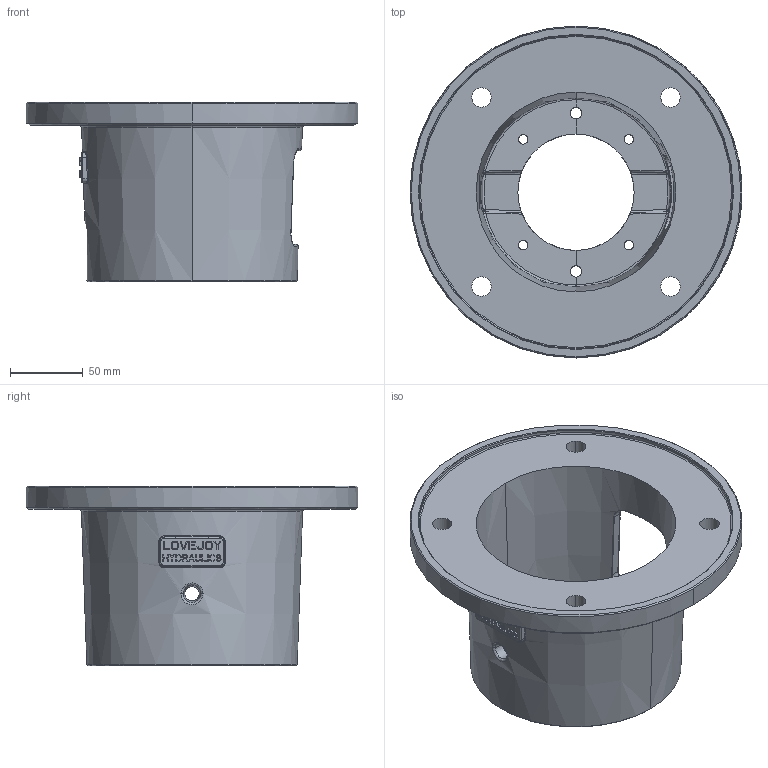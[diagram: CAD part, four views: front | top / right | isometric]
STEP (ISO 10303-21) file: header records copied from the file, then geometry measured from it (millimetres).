
FILE_DESCRIPTION((''),'2;1');
FILE_NAME('84527105151_ASM','2013-04-26T',('ppetruska'),(''),'PRO/ENGINEER BY PARAMETRIC TECHNOLOGY CORPORATION, 2012480','PRO/ENGINEER BY PARAMETRIC TECHNOLOGY CORPORATION, 2012480','');
FILE_SCHEMA(('CONFIG_CONTROL_DESIGN'));
Length unit declared in the file: inch
Products named in the file (3): 84527106024_AF5; 84527106030_AF3_ASM; 84527105151_ASM
Assembly tree (2 placements, depth 3):
  84527105151_ASM
    84527106030_AF3_ASM
      84527106024_AF5
Bounding box: 228.6 x 228.6 x 123.89 mm (x, y, z)
Volume: 841578.5 mm3; surface area: 177840.6 mm2
Topology: 1 solids, 1 shells, 543 faces, 1466 edges, 948 vertices
Faces by surface type: plane 405, bspline 52, cylinder 44, cone 22, torus 12, extrusion 4, sphere 4
Entity records: 20017 total; most frequent: CARTESIAN_POINT 6560, ORIENTED_EDGE 2932, DIRECTION 2490, EDGE_CURVE 1466, VECTOR 1192, LINE 1188, VERTEX_POINT 948, AXIS2_PLACEMENT_3D 649
